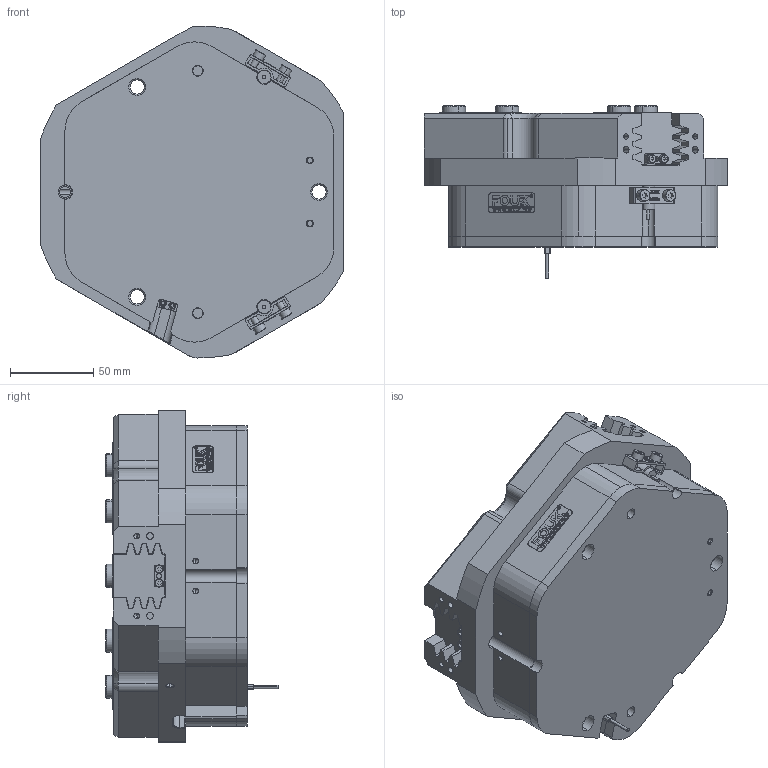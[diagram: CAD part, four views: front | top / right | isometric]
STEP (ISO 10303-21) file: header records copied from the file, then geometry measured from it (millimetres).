
FILE_DESCRIPTION (( 'STEP AP203' ), '1' );
FILE_NAME ('FZ125-200.STEP', '2025-03-28T04:47:26', ( 'USER-' ), ( 'Microsoft' ), 'SwSTEP 2.0', 'SolidWorks 2018', '' );
FILE_SCHEMA (( 'CONFIG_CONTROL_DESIGN' ));
Length unit declared in the file: millimetre
Products named in the file (13): 覜聆假蚾极-1; 内六角圆柱头螺钉[GBT70_1-2008][M4×12]_M4×12; TZT125-200-M-02 賑輸-1; 20241226-M4 M4換覜ん揤輸; 棠羲換覜ん; ﾏ擎ﾗ14｡ﾁ10｡ﾁ8; 32x12-R2; 电容传感器-1; TZT125-200-M-06 笢猾啣-1; TZT125-200-M-20 囀笢猾啣-1; FZ125-200; TZT125-200-M-01 褲极; TZT125-200-M-05 菁裔啣-C35
Assembly tree (29 placements, depth 2):
  FZ125-200
    TZT125-200-M-02 賑輸-1  x3
    覜聆假蚾极-1  x3
    电容传感器-1  x2
    TZT125-200-M-06 笢猾啣-1
    TZT125-200-M-01 褲极
    TZT125-200-M-20 囀笢猾啣-1  x3
    32x12-R2
    棠羲換覜ん  x2
    TZT125-200-M-05 菁裔啣-C35
    ﾏ擎ﾗ14｡ﾁ10｡ﾁ8  x6
    20241226-M4 M4換覜ん揤輸  x2
    内六角圆柱头螺钉[GBT70_1-2008][M4×12]_M4×12  x4
Bounding box: 183 x 103.62 x 199.96 mm (x, y, z)
Volume: 1831363 mm3; surface area: 266484.7 mm2
Topology: 29 solids, 32 shells, 2145 faces, 5663 edges, 3658 vertices
Faces by surface type: plane 1077, cylinder 490, bspline 379, cone 171, torus 28
Entity records: 54913 total; most frequent: CARTESIAN_POINT 18775, ORIENTED_EDGE 7538, DIRECTION 6339, EDGE_CURVE 3769, VERTEX_POINT 2466, VECTOR 2463, LINE 2463, AXIS2_PLACEMENT_3D 1938
